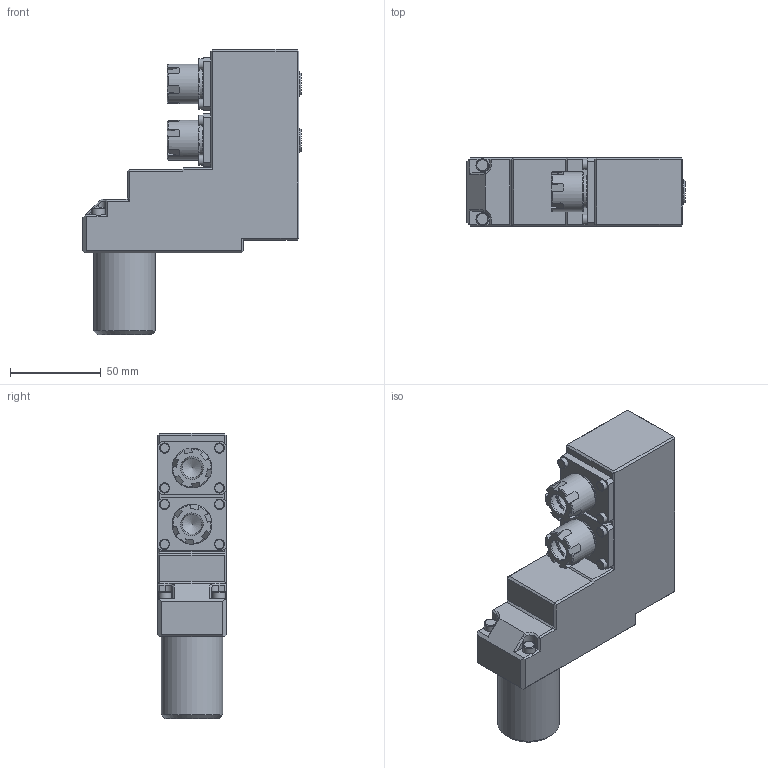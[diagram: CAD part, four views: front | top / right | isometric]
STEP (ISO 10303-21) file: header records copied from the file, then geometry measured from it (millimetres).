
FILE_DESCRIPTION(/* description */ (''),/* implementation_level */ '2;1');
FILE_NAME(/* name */ '1 - 541-51-00 porte-outils entrainé double.stp',/* time_stamp */ '2015-05-29T13:53:12+02:00',/* author */ ('AIm'),/* organization */ (''),/* preprocessor_version */ 'ST-DEVELOPER v16.1',/* originating_system */ 'Autodesk Inventor 2016',/* authorisation */ '');
FILE_SCHEMA (('AUTOMOTIVE_DESIGN { 1 0 10303 214 3 1 1 }'));
Length unit declared in the file: millimetre
Products named in the file (3): 541-51-00_entraine_2pos; grand_ecrou; 1 - 541-51-00 porte-outils entrainé double
Assembly tree (3 placements, depth 2):
  1 - 541-51-00 porte-outils entrainé double
    541-51-00_entraine_2pos
    grand_ecrou  x2
Bounding box: 120.2 x 37.7 x 157 mm (x, y, z)
Volume: 354290.2 mm3; surface area: 48693.3 mm2
Topology: 3 solids, 3 shells, 231 faces, 529 edges, 321 vertices
Faces by surface type: plane 157, cone 31, cylinder 27, torus 12, bspline 4
Full cylindrical faces by diameter (mm): 5.6 x8, 7 x2, 11 x2, 12.5 x2, 13.5 x2, 17.4 x2, 18 x2, 19 x2, 22 x2, 34 x1
Entity records: 5212 total; most frequent: CARTESIAN_POINT 979, DIRECTION 862, ORIENTED_EDGE 780, EDGE_CURVE 390, AXIS2_PLACEMENT_3D 295, LINE 272, VECTOR 272, EDGE_LOOP 266
